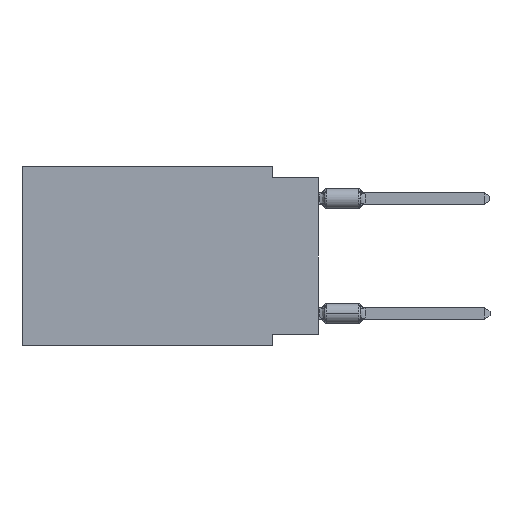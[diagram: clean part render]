
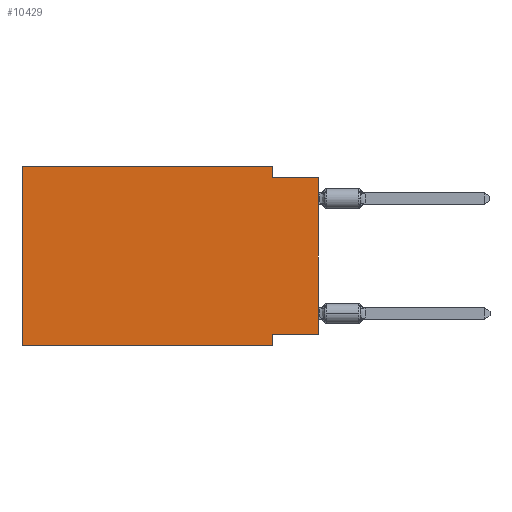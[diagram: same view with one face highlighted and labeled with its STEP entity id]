
A CAD part, left-side view. The second image highlights one B-rep face of the part: STEP entity #10429.
In plain terms, the highlighted planar face has unit normal (-1, 0, 0).
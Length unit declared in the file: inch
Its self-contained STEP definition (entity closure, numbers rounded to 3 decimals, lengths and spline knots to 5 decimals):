
#153 = VERTEX_POINT ( 'NONE', #5084 ) ;
#287 = VECTOR ( 'NONE', #11866, 39.37008 ) ;
#362 = DIRECTION ( 'NONE',  ( 0., 1., 0. ) ) ;
#687 = CARTESIAN_POINT ( 'NONE',  ( 0., 0.1, -0.39 ) ) ;
#824 = CARTESIAN_POINT ( 'NONE',  ( 0., 0.1, 0. ) ) ;
#1033 = VECTOR ( 'NONE', #362, 39.37008 ) ;
#1173 = ORIENTED_EDGE ( 'NONE', *, *, #1894, .F. ) ;
#1237 = DIRECTION ( 'NONE',  ( 1., 0., 0. ) ) ;
#1298 = EDGE_CURVE ( 'NONE', #6452, #2605, #10235, .T. ) ;
#1329 = ORIENTED_EDGE ( 'NONE', *, *, #9010, .F. ) ;
#1765 = VECTOR ( 'NONE', #5940, 39.37008 ) ;
#1872 = CARTESIAN_POINT ( 'NONE',  ( 0., 0., -0.025 ) ) ;
#1894 = EDGE_CURVE ( 'NONE', #6452, #2485, #2066, .T. ) ;
#2058 = LINE ( 'NONE', #1872, #1765 ) ;
#2066 = LINE ( 'NONE', #5360, #1033 ) ;
#2328 = CARTESIAN_POINT ( 'NONE',  ( 0., 0.645, -0.39 ) ) ;
#2485 = VERTEX_POINT ( 'NONE', #10565 ) ;
#2547 = VERTEX_POINT ( 'NONE', #4740 ) ;
#2605 = VERTEX_POINT ( 'NONE', #11973 ) ;
#2944 = VECTOR ( 'NONE', #4720, 39.37008 ) ;
#3348 = FACE_OUTER_BOUND ( 'NONE', #11639, .T. ) ;
#3606 = ORIENTED_EDGE ( 'NONE', *, *, #11029, .T. ) ;
#3936 = EDGE_CURVE ( 'NONE', #6512, #153, #5995, .T. ) ;
#4021 = DIRECTION ( 'NONE',  ( 0., 0., 1. ) ) ;
#4068 = DIRECTION ( 'NONE',  ( 0., 0., 1. ) ) ;
#4084 = CARTESIAN_POINT ( 'NONE',  ( 0., 0.645, 0. ) ) ;
#4667 = ORIENTED_EDGE ( 'NONE', *, *, #9509, .F. ) ;
#4720 = DIRECTION ( 'NONE',  ( 0., -1., 0. ) ) ;
#4740 = CARTESIAN_POINT ( 'NONE',  ( 0., 0.1, -0.025 ) ) ;
#5084 = CARTESIAN_POINT ( 'NONE',  ( 0., 0.645, 0. ) ) ;
#5360 = CARTESIAN_POINT ( 'NONE',  ( 0., 0., -0.365 ) ) ;
#5527 = ORIENTED_EDGE ( 'NONE', *, *, #3936, .F. ) ;
#5940 = DIRECTION ( 'NONE',  ( 0., -1., 0. ) ) ;
#5995 = LINE ( 'NONE', #4084, #9415 ) ;
#6452 = VERTEX_POINT ( 'NONE', #12753 ) ;
#6512 = VERTEX_POINT ( 'NONE', #2328 ) ;
#6744 = CARTESIAN_POINT ( 'NONE',  ( 0., 0.1, 0. ) ) ;
#6777 = ORIENTED_EDGE ( 'NONE', *, *, #11052, .F. ) ;
#7511 = VERTEX_POINT ( 'NONE', #6744 ) ;
#7726 = VECTOR ( 'NONE', #4068, 39.37008 ) ;
#7864 = EDGE_CURVE ( 'NONE', #7511, #2547, #11599, .T. ) ;
#8370 = VECTOR ( 'NONE', #9621, 39.37008 ) ;
#8409 = ORIENTED_EDGE ( 'NONE', *, *, #1298, .T. ) ;
#8585 = DIRECTION ( 'NONE',  ( 0., 0., -1. ) ) ;
#9010 = EDGE_CURVE ( 'NONE', #153, #7511, #12763, .T. ) ;
#9128 = PLANE ( 'NONE',  #12429 ) ;
#9139 = ORIENTED_EDGE ( 'NONE', *, *, #7864, .F. ) ;
#9415 = VECTOR ( 'NONE', #4021, 39.37008 ) ;
#9509 = EDGE_CURVE ( 'NONE', #2485, #11327, #11585, .T. ) ;
#9621 = DIRECTION ( 'NONE',  ( 0., 0., -1. ) ) ;
#9697 = VECTOR ( 'NONE', #10789, 39.37008 ) ;
#9813 = CARTESIAN_POINT ( 'NONE',  ( 0., 0.645, 0. ) ) ;
#10106 = CARTESIAN_POINT ( 'NONE',  ( 0., 0., 0. ) ) ;
#10235 = LINE ( 'NONE', #10106, #7726 ) ;
#10239 = CARTESIAN_POINT ( 'NONE',  ( 0., 0.645, 0. ) ) ;
#10429 = ADVANCED_FACE ( 'NONE', ( #3348 ), #9128, .F. ) ;
#10565 = CARTESIAN_POINT ( 'NONE',  ( 0., 0.1, -0.365 ) ) ;
#10789 = DIRECTION ( 'NONE',  ( 0., 0., -1. ) ) ;
#11029 = EDGE_CURVE ( 'NONE', #6512, #11327, #11983, .T. ) ;
#11052 = EDGE_CURVE ( 'NONE', #2547, #2605, #2058, .T. ) ;
#11327 = VERTEX_POINT ( 'NONE', #12623 ) ;
#11585 = LINE ( 'NONE', #687, #9697 ) ;
#11599 = LINE ( 'NONE', #824, #8370 ) ;
#11639 = EDGE_LOOP ( 'NONE', ( #8409, #6777, #9139, #1329, #5527, #3606, #4667, #1173 ) ) ;
#11866 = DIRECTION ( 'NONE',  ( 0., -1., 0. ) ) ;
#11973 = CARTESIAN_POINT ( 'NONE',  ( 0., 0., -0.025 ) ) ;
#11983 = LINE ( 'NONE', #12047, #287 ) ;
#12047 = CARTESIAN_POINT ( 'NONE',  ( 0., 0.645, -0.39 ) ) ;
#12429 = AXIS2_PLACEMENT_3D ( 'NONE', #10239, #1237, #8585 ) ;
#12623 = CARTESIAN_POINT ( 'NONE',  ( 0., 0.1, -0.39 ) ) ;
#12753 = CARTESIAN_POINT ( 'NONE',  ( 0., 0., -0.365 ) ) ;
#12763 = LINE ( 'NONE', #9813, #2944 ) ;
